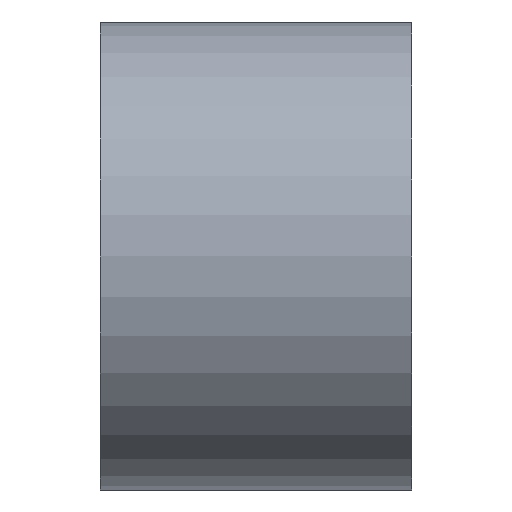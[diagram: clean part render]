
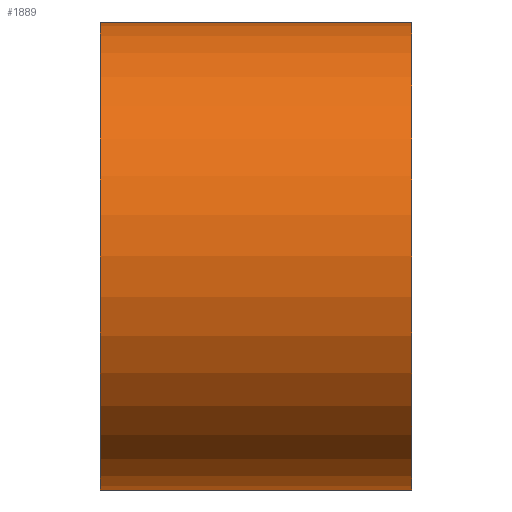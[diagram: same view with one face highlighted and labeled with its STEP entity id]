
A CAD part, left-side view. The second image highlights one B-rep face of the part: STEP entity #1889.
In plain terms, the highlighted cylindrical face has radius 4.763 mm (diameter 9.525 mm), a partial arc.
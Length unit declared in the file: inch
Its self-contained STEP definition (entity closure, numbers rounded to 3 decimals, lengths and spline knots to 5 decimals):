
#39 = EDGE_CURVE ( 'NONE', #628, #1824, #2176, .T. ) ;
#59 = DIRECTION ( 'NONE',  ( 0., 0., 1. ) ) ;
#69 = CARTESIAN_POINT ( 'NONE',  ( -5.9675, 0.25, 0. ) ) ;
#274 = ORIENTED_EDGE ( 'NONE', *, *, #2512, .F. ) ;
#307 = DIRECTION ( 'NONE',  ( 0., -1., 0. ) ) ;
#312 = EDGE_CURVE ( 'NONE', #1335, #1824, #2081, .T. ) ;
#350 = EDGE_LOOP ( 'NONE', ( #500, #2381, #274, #1600 ) ) ;
#416 = CARTESIAN_POINT ( 'NONE',  ( -5.9675, 0., 0. ) ) ;
#492 = FACE_OUTER_BOUND ( 'NONE', #350, .T. ) ;
#500 = ORIENTED_EDGE ( 'NONE', *, *, #312, .T. ) ;
#617 = DIRECTION ( 'NONE',  ( 0., 0., 1. ) ) ;
#628 = VERTEX_POINT ( 'NONE', #1255 ) ;
#680 = CIRCLE ( 'NONE', #2461, 0.1875 ) ;
#941 = AXIS2_PLACEMENT_3D ( 'NONE', #69, #1677, #1269 ) ;
#1115 = VECTOR ( 'NONE', #307, 39.37008 ) ;
#1118 = VECTOR ( 'NONE', #1548, 39.37008 ) ;
#1255 = CARTESIAN_POINT ( 'NONE',  ( -5.9675, 0.25, 0.1875 ) ) ;
#1257 = DIRECTION ( 'NONE',  ( 0., 1., 0. ) ) ;
#1269 = DIRECTION ( 'NONE',  ( 0., 0., -1. ) ) ;
#1306 = CARTESIAN_POINT ( 'NONE',  ( -5.9675, 0.25, 0.1875 ) ) ;
#1335 = VERTEX_POINT ( 'NONE', #1610 ) ;
#1548 = DIRECTION ( 'NONE',  ( 0., -1., 0. ) ) ;
#1600 = ORIENTED_EDGE ( 'NONE', *, *, #2103, .T. ) ;
#1610 = CARTESIAN_POINT ( 'NONE',  ( -5.9675, 0., -0.1875 ) ) ;
#1677 = DIRECTION ( 'NONE',  ( 0., -1., 0. ) ) ;
#1712 = AXIS2_PLACEMENT_3D ( 'NONE', #416, #1825, #617 ) ;
#1801 = CARTESIAN_POINT ( 'NONE',  ( -5.9675, 0., 0.1875 ) ) ;
#1824 = VERTEX_POINT ( 'NONE', #1801 ) ;
#1825 = DIRECTION ( 'NONE',  ( 0., 1., 0. ) ) ;
#1871 = VERTEX_POINT ( 'NONE', #2411 ) ;
#1889 = ADVANCED_FACE ( 'NONE', ( #492 ), #2505, .T. ) ;
#2081 = CIRCLE ( 'NONE', #1712, 0.1875 ) ;
#2103 = EDGE_CURVE ( 'NONE', #1871, #1335, #2602, .T. ) ;
#2176 = LINE ( 'NONE', #1306, #1115 ) ;
#2381 = ORIENTED_EDGE ( 'NONE', *, *, #39, .F. ) ;
#2411 = CARTESIAN_POINT ( 'NONE',  ( -5.9675, 0.25, -0.1875 ) ) ;
#2461 = AXIS2_PLACEMENT_3D ( 'NONE', #2468, #1257, #59 ) ;
#2468 = CARTESIAN_POINT ( 'NONE',  ( -5.9675, 0.25, 0. ) ) ;
#2505 = CYLINDRICAL_SURFACE ( 'NONE', #941, 0.1875 ) ;
#2512 = EDGE_CURVE ( 'NONE', #1871, #628, #680, .T. ) ;
#2554 = CARTESIAN_POINT ( 'NONE',  ( -5.9675, 0.25, -0.1875 ) ) ;
#2602 = LINE ( 'NONE', #2554, #1118 ) ;
